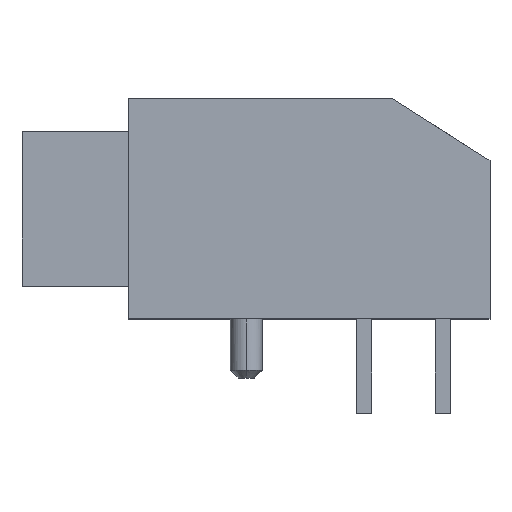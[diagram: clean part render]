
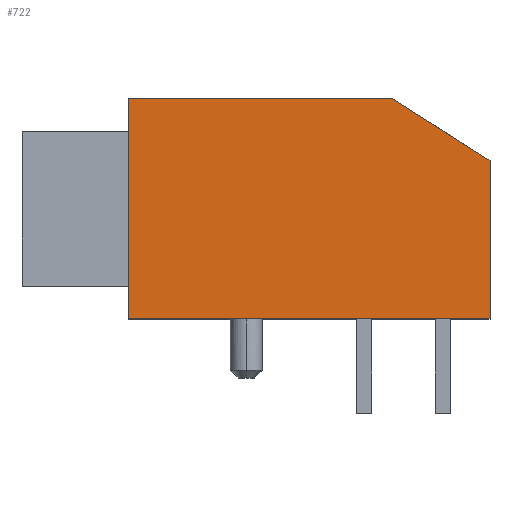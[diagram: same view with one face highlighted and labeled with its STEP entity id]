
A CAD part, top view. The second image highlights one B-rep face of the part: STEP entity #722.
In plain terms, the highlighted planar face has unit normal (0, 0, 1).
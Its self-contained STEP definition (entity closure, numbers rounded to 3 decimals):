
#20 = VECTOR ( 'NONE', #477, 1000. ) ;
#28 = VECTOR ( 'NONE', #496, 1000. ) ;
#42 = VECTOR ( 'NONE', #490, 1000. ) ;
#60 = AXIS2_PLACEMENT_3D ( 'NONE', #357, #358, #359 ) ;
#71 = VECTOR ( 'NONE', #505, 1000. ) ;
#94 = FACE_OUTER_BOUND ( 'NONE', #1138, .T. ) ;
#150 = VERTEX_POINT ( 'NONE', #296 ) ;
#151 = VERTEX_POINT ( 'NONE', #297 ) ;
#183 = VERTEX_POINT ( 'NONE', #329 ) ;
#194 = VERTEX_POINT ( 'NONE', #340 ) ;
#197 = VERTEX_POINT ( 'NONE', #343 ) ;
#296 = CARTESIAN_POINT ( 'NONE',  ( 132.323, 220.262, 0. ) ) ;
#297 = CARTESIAN_POINT ( 'NONE',  ( 132.323, 227.372, 0. ) ) ;
#329 = CARTESIAN_POINT ( 'NONE',  ( 144.003, 225.372, 0. ) ) ;
#340 = CARTESIAN_POINT ( 'NONE',  ( 144.003, 220.262, 0. ) ) ;
#343 = CARTESIAN_POINT ( 'NONE',  ( 140.853, 227.372, 0. ) ) ;
#356 = PLANE ( 'NONE',  #60 ) ;
#357 = CARTESIAN_POINT ( 'NONE',  ( 132.323, 220.262, 0. ) ) ;
#358 = DIRECTION ( 'NONE',  ( 0., 0., 1. ) ) ;
#359 = DIRECTION ( 'NONE',  ( 1., 0., 0. ) ) ;
#475 = LINE ( 'NONE', #476, #20 ) ;
#476 = CARTESIAN_POINT ( 'NONE',  ( 138.163, 227.372, 0. ) ) ;
#477 = DIRECTION ( 'NONE',  ( -1., 0., 0. ) ) ;
#488 = LINE ( 'NONE', #489, #42 ) ;
#489 = CARTESIAN_POINT ( 'NONE',  ( 142.428, 226.372, 0. ) ) ;
#490 = DIRECTION ( 'NONE',  ( 0.844, -0.536, 0. ) ) ;
#494 = LINE ( 'NONE', #495, #28 ) ;
#495 = CARTESIAN_POINT ( 'NONE',  ( 144.003, 222.817, 0. ) ) ;
#496 = DIRECTION ( 'NONE',  ( 0., -1., 0. ) ) ;
#503 = LINE ( 'NONE', #504, #71 ) ;
#504 = CARTESIAN_POINT ( 'NONE',  ( 132.323, 223.817, 0. ) ) ;
#505 = DIRECTION ( 'NONE',  ( 0., -1., 0. ) ) ;
#648 = LINE ( 'NONE', #649, #1115 ) ;
#649 = CARTESIAN_POINT ( 'NONE',  ( 138.163, 220.262, 0. ) ) ;
#650 = DIRECTION ( 'NONE',  ( 1., 0., 0. ) ) ;
#722 = ADVANCED_FACE ( 'NONE', ( #94 ), #356, .T. ) ;
#753 = EDGE_CURVE ( 'NONE', #197, #151, #475, .T. ) ;
#757 = EDGE_CURVE ( 'NONE', #197, #183, #488, .T. ) ;
#759 = EDGE_CURVE ( 'NONE', #183, #194, #494, .T. ) ;
#762 = EDGE_CURVE ( 'NONE', #151, #150, #503, .T. ) ;
#809 = EDGE_CURVE ( 'NONE', #150, #194, #648, .T. ) ;
#993 = ORIENTED_EDGE ( 'NONE', *, *, #759, .F. ) ;
#995 = ORIENTED_EDGE ( 'NONE', *, *, #753, .T. ) ;
#1033 = ORIENTED_EDGE ( 'NONE', *, *, #762, .T. ) ;
#1054 = ORIENTED_EDGE ( 'NONE', *, *, #757, .F. ) ;
#1060 = ORIENTED_EDGE ( 'NONE', *, *, #809, .T. ) ;
#1115 = VECTOR ( 'NONE', #650, 1000. ) ;
#1138 = EDGE_LOOP ( 'NONE', ( #1060, #993, #1054, #995, #1033 ) ) ;
